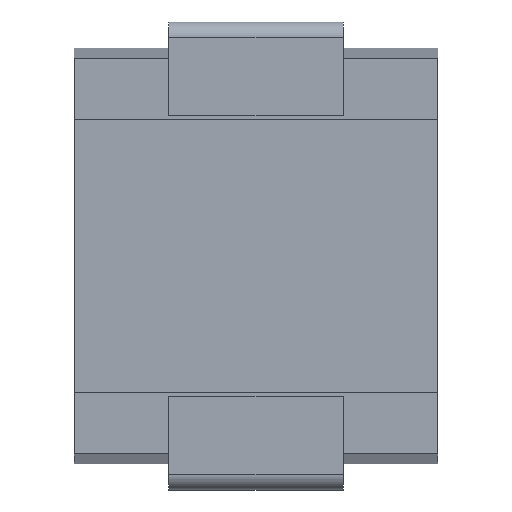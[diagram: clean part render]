
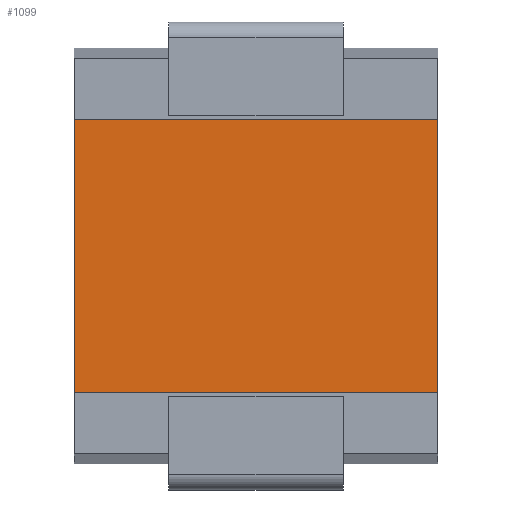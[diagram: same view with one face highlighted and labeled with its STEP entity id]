
A CAD part, front view. The second image highlights one B-rep face of the part: STEP entity #1099.
In plain terms, the highlighted planar face has unit normal (0, -1, 0).
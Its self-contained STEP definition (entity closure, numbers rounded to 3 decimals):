
#23 = VERTEX_POINT ( 'NONE', #1053 ) ;
#168 = DIRECTION ( 'NONE',  ( 0., 1., 0. ) ) ;
#169 = CARTESIAN_POINT ( 'NONE',  ( 6.25, -1.355, 1.088 ) ) ;
#175 = PLANE ( 'NONE',  #744 ) ;
#245 = EDGE_CURVE ( 'NONE', #392, #23, #1538, .T. ) ;
#258 = ORIENTED_EDGE ( 'NONE', *, *, #245, .T. ) ;
#267 = LINE ( 'NONE', #169, #924 ) ;
#279 = DIRECTION ( 'NONE',  ( -1., 0., 0. ) ) ;
#295 = DIRECTION ( 'NONE',  ( 0., 0., 1. ) ) ;
#392 = VERTEX_POINT ( 'NONE', #433 ) ;
#402 = CARTESIAN_POINT ( 'NONE',  ( 6.25, -1.355, 1.088 ) ) ;
#420 = ORIENTED_EDGE ( 'NONE', *, *, #1071, .F. ) ;
#433 = CARTESIAN_POINT ( 'NONE',  ( 0., -1.355, 1.088 ) ) ;
#454 = VECTOR ( 'NONE', #748, 1000. ) ;
#479 = LINE ( 'NONE', #1011, #454 ) ;
#483 = CARTESIAN_POINT ( 'NONE',  ( 6.25, -1.355, -3.612 ) ) ;
#504 = LINE ( 'NONE', #1446, #1483 ) ;
#505 = CARTESIAN_POINT ( 'NONE',  ( 0., -1.355, 1.088 ) ) ;
#556 = CARTESIAN_POINT ( 'NONE',  ( 6.25, -1.355, 1.088 ) ) ;
#641 = ORIENTED_EDGE ( 'NONE', *, *, #1230, .F. ) ;
#742 = EDGE_CURVE ( 'NONE', #1069, #392, #267, .T. ) ;
#744 = AXIS2_PLACEMENT_3D ( 'NONE', #556, #168, #295 ) ;
#748 = DIRECTION ( 'NONE',  ( -1., 0., 0. ) ) ;
#763 = DIRECTION ( 'NONE',  ( 0., 0., -1. ) ) ;
#924 = VECTOR ( 'NONE', #279, 1000. ) ;
#970 = EDGE_LOOP ( 'NONE', ( #258, #641, #420, #1371 ) ) ;
#1011 = CARTESIAN_POINT ( 'NONE',  ( 6.25, -1.355, -3.612 ) ) ;
#1053 = CARTESIAN_POINT ( 'NONE',  ( 0., -1.355, -3.612 ) ) ;
#1069 = VERTEX_POINT ( 'NONE', #402 ) ;
#1071 = EDGE_CURVE ( 'NONE', #1069, #1650, #504, .T. ) ;
#1081 = DIRECTION ( 'NONE',  ( 0., 0., -1. ) ) ;
#1099 = ADVANCED_FACE ( 'NONE', ( #1105 ), #175, .F. ) ;
#1105 = FACE_OUTER_BOUND ( 'NONE', #970, .T. ) ;
#1230 = EDGE_CURVE ( 'NONE', #1650, #23, #479, .T. ) ;
#1251 = VECTOR ( 'NONE', #763, 1000. ) ;
#1371 = ORIENTED_EDGE ( 'NONE', *, *, #742, .T. ) ;
#1446 = CARTESIAN_POINT ( 'NONE',  ( 6.25, -1.355, 1.088 ) ) ;
#1483 = VECTOR ( 'NONE', #1081, 1000. ) ;
#1538 = LINE ( 'NONE', #505, #1251 ) ;
#1650 = VERTEX_POINT ( 'NONE', #483 ) ;
